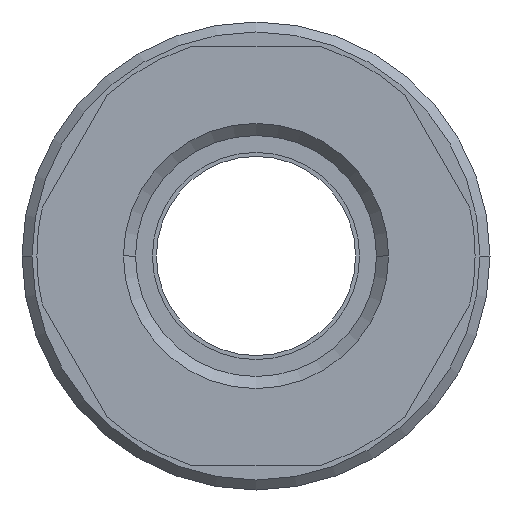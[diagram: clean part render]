
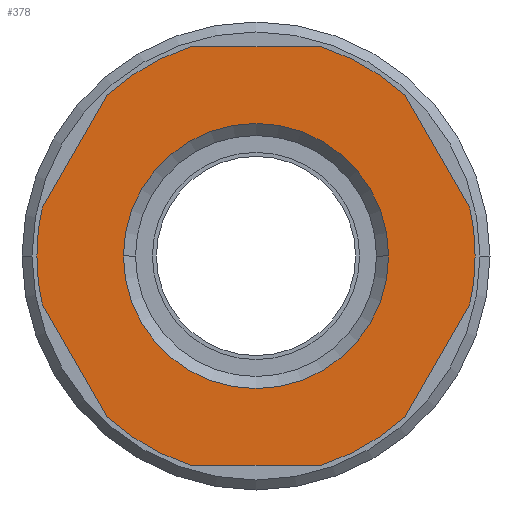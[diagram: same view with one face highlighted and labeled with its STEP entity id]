
A CAD part, front view. The second image highlights one B-rep face of the part: STEP entity #378.
In plain terms, the highlighted planar face has unit normal (0, -1, 0).
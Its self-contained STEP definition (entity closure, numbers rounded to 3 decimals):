
#378=ADVANCED_FACE('',(#782,#783),#784,.T.);
#782=FACE_BOUND('',#1197,.T.);
#783=FACE_OUTER_BOUND('',#1198,.T.);
#784=PLANE('',#1199);
#1197=EDGE_LOOP('',(#2171,#2172));
#1198=EDGE_LOOP('',(#2173,#2174,#2175,#2176,#2177,#2178,#2179,#2180,#2181,#2182,#2183,#2184,#2185,#2186));
#1199=AXIS2_PLACEMENT_3D('',#2187,#2188,#2189);
#2171=ORIENTED_EDGE('',*,*,#2415,.T.);
#2172=ORIENTED_EDGE('',*,*,#2703,.T.);
#2173=ORIENTED_EDGE('',*,*,#2459,.F.);
#2174=ORIENTED_EDGE('',*,*,#2711,.F.);
#2175=ORIENTED_EDGE('',*,*,#2664,.F.);
#2176=ORIENTED_EDGE('',*,*,#2640,.F.);
#2177=ORIENTED_EDGE('',*,*,#2645,.F.);
#2178=ORIENTED_EDGE('',*,*,#2528,.F.);
#2179=ORIENTED_EDGE('',*,*,#2678,.F.);
#2180=ORIENTED_EDGE('',*,*,#2694,.F.);
#2181=ORIENTED_EDGE('',*,*,#2683,.F.);
#2182=ORIENTED_EDGE('',*,*,#2374,.F.);
#2183=ORIENTED_EDGE('',*,*,#2617,.F.);
#2184=ORIENTED_EDGE('',*,*,#2479,.F.);
#2185=ORIENTED_EDGE('',*,*,#2425,.F.);
#2186=ORIENTED_EDGE('',*,*,#2583,.F.);
#2187=CARTESIAN_POINT('',(5.5,0.0,0.0));
#2188=DIRECTION('',(-0.0,-1.0,-0.0));
#2189=DIRECTION('',(-1.0,0.0,0.0));
#2374=EDGE_CURVE('',#2815,#2817,#2818,.T.);
#2415=EDGE_CURVE('',#2882,#2880,#2883,.T.);
#2425=EDGE_CURVE('',#2897,#2899,#2900,.T.);
#2459=EDGE_CURVE('',#2954,#2956,#2957,.T.);
#2479=EDGE_CURVE('',#2899,#2985,#2986,.T.);
#2528=EDGE_CURVE('',#3053,#3055,#3056,.T.);
#2583=EDGE_CURVE('',#2956,#2897,#3128,.T.);
#2617=EDGE_CURVE('',#2985,#2815,#3172,.T.);
#2640=EDGE_CURVE('',#3200,#3198,#3202,.T.);
#2645=EDGE_CURVE('',#3055,#3200,#3207,.T.);
#2664=EDGE_CURVE('',#3198,#3228,#3229,.T.);
#2678=EDGE_CURVE('',#3245,#3053,#3247,.T.);
#2683=EDGE_CURVE('',#2817,#3251,#3253,.T.);
#2694=EDGE_CURVE('',#3251,#3245,#3264,.T.);
#2703=EDGE_CURVE('',#2880,#2882,#3273,.T.);
#2711=EDGE_CURVE('',#3228,#2954,#3281,.T.);
#2815=VERTEX_POINT('',#3430);
#2817=VERTEX_POINT('',#3433);
#2818=LINE('',#3434,#3435);
#2880=VERTEX_POINT('',#3555);
#2882=VERTEX_POINT('',#3558);
#2883=CIRCLE('',#3559,6.655);
#2897=VERTEX_POINT('',#3576);
#2899=VERTEX_POINT('',#3579);
#2900=CIRCLE('',#3580,11.0);
#2954=VERTEX_POINT('',#3642);
#2956=VERTEX_POINT('',#3645);
#2957=LINE('',#3646,#3647);
#2985=VERTEX_POINT('',#3700);
#2986=LINE('',#3701,#3702);
#3053=VERTEX_POINT('',#3814);
#3055=VERTEX_POINT('',#3817);
#3056=CIRCLE('',#3818,11.0);
#3128=CIRCLE('',#3961,11.0);
#3172=CIRCLE('',#4025,11.0);
#3198=VERTEX_POINT('',#4090);
#3200=VERTEX_POINT('',#4093);
#3202=CIRCLE('',#4096,11.0);
#3207=LINE('',#4103,#4104);
#3228=VERTEX_POINT('',#4131);
#3229=LINE('',#4132,#4133);
#3245=VERTEX_POINT('',#4173);
#3247=CIRCLE('',#4176,11.0);
#3251=VERTEX_POINT('',#4191);
#3253=CIRCLE('',#4194,11.0);
#3264=LINE('',#4207,#4208);
#3273=CIRCLE('',#4217,6.655);
#3281=CIRCLE('',#4227,11.0);
#3430=CARTESIAN_POINT('',(-3.279,0.0,10.5));
#3433=CARTESIAN_POINT('',(3.279,0.0,10.5));
#3434=CARTESIAN_POINT('',(2.75,0.0,10.5));
#3435=VECTOR('',#4324,1.0);
#3555=CARTESIAN_POINT('',(6.655,0.0,0.));
#3558=CARTESIAN_POINT('',(-6.655,0.0,0.));
#3559=AXIS2_PLACEMENT_3D('',#4376,#4377,#4378);
#3576=CARTESIAN_POINT('',(-11.0,0.0,0.));
#3579=CARTESIAN_POINT('',(-10.733,0.0,2.411));
#3580=AXIS2_PLACEMENT_3D('',#4392,#4393,#4394);
#3642=CARTESIAN_POINT('',(-7.454,0.0,-8.089));
#3645=CARTESIAN_POINT('',(-10.733,0.0,-2.411));
#3646=CARTESIAN_POINT('',(-8.406,0.0,-6.441));
#3647=VECTOR('',#4461,1.0);
#3700=CARTESIAN_POINT('',(-7.454,0.0,8.089));
#3701=CARTESIAN_POINT('',(-8.406,0.0,6.441));
#3702=VECTOR('',#4489,1.0);
#3814=CARTESIAN_POINT('',(11.0,0.0,0.));
#3817=CARTESIAN_POINT('',(10.733,0.0,-2.411));
#3818=AXIS2_PLACEMENT_3D('',#4560,#4561,#4562);
#3961=AXIS2_PLACEMENT_3D('',#4630,#4631,#4632);
#4025=AXIS2_PLACEMENT_3D('',#4675,#4676,#4677);
#4090=CARTESIAN_POINT('',(3.279,0.0,-10.5));
#4093=CARTESIAN_POINT('',(7.454,0.0,-8.089));
#4096=AXIS2_PLACEMENT_3D('',#4695,#4696,#4697);
#4103=CARTESIAN_POINT('',(9.781,0.0,-4.059));
#4104=VECTOR('',#4700,1.0);
#4131=CARTESIAN_POINT('',(-3.279,0.0,-10.5));
#4132=CARTESIAN_POINT('',(2.75,0.0,-10.5));
#4133=VECTOR('',#4719,1.0);
#4173=CARTESIAN_POINT('',(10.733,0.0,2.411));
#4176=AXIS2_PLACEMENT_3D('',#4732,#4733,#4734);
#4191=CARTESIAN_POINT('',(7.454,0.0,8.089));
#4194=AXIS2_PLACEMENT_3D('',#4736,#4737,#4738);
#4207=CARTESIAN_POINT('',(9.781,0.0,4.059));
#4208=VECTOR('',#4747,1.0);
#4217=AXIS2_PLACEMENT_3D('',#4760,#4761,#4762);
#4227=AXIS2_PLACEMENT_3D('',#4768,#4769,#4770);
#4324=DIRECTION('',(1.0,-0.0,0.));
#4376=CARTESIAN_POINT('',(0.0,0.0,0.0));
#4377=DIRECTION('',(-0.0,1.0,0.0));
#4378=DIRECTION('',(1.0,0.0,0.0));
#4392=CARTESIAN_POINT('',(0.0,0.0,0.0));
#4393=DIRECTION('',(-0.0,1.0,0.0));
#4394=DIRECTION('',(1.0,0.0,0.0));
#4461=DIRECTION('',(-0.5,0.0,0.866));
#4489=DIRECTION('',(0.5,-0.0,0.866));
#4560=CARTESIAN_POINT('',(0.0,0.0,0.0));
#4561=DIRECTION('',(-0.0,1.0,0.0));
#4562=DIRECTION('',(1.0,0.0,0.0));
#4630=CARTESIAN_POINT('',(0.0,0.0,0.0));
#4631=DIRECTION('',(-0.0,1.0,0.0));
#4632=DIRECTION('',(1.0,0.0,0.0));
#4675=CARTESIAN_POINT('',(0.0,0.0,0.0));
#4676=DIRECTION('',(-0.0,1.0,0.0));
#4677=DIRECTION('',(1.0,0.0,0.0));
#4695=CARTESIAN_POINT('',(0.0,0.0,0.0));
#4696=DIRECTION('',(-0.0,1.0,0.0));
#4697=DIRECTION('',(1.0,0.0,0.0));
#4700=DIRECTION('',(-0.5,0.0,-0.866));
#4719=DIRECTION('',(-1.0,0.0,0.0));
#4732=CARTESIAN_POINT('',(0.0,0.0,0.0));
#4733=DIRECTION('',(-0.0,1.0,0.0));
#4734=DIRECTION('',(1.0,0.0,0.0));
#4736=CARTESIAN_POINT('',(0.0,0.0,0.0));
#4737=DIRECTION('',(-0.0,1.0,0.0));
#4738=DIRECTION('',(1.0,0.0,0.0));
#4747=DIRECTION('',(0.5,0.0,-0.866));
#4760=CARTESIAN_POINT('',(0.0,0.0,0.0));
#4761=DIRECTION('',(-0.0,1.0,0.0));
#4762=DIRECTION('',(1.0,0.0,0.0));
#4768=CARTESIAN_POINT('',(0.0,0.0,0.0));
#4769=DIRECTION('',(-0.0,1.0,0.0));
#4770=DIRECTION('',(1.0,0.0,0.0));
